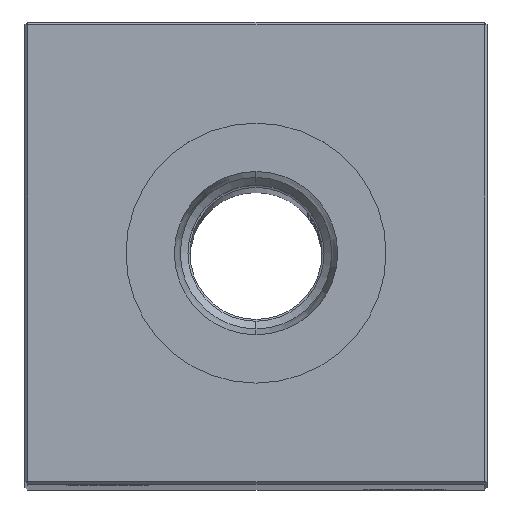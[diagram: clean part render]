
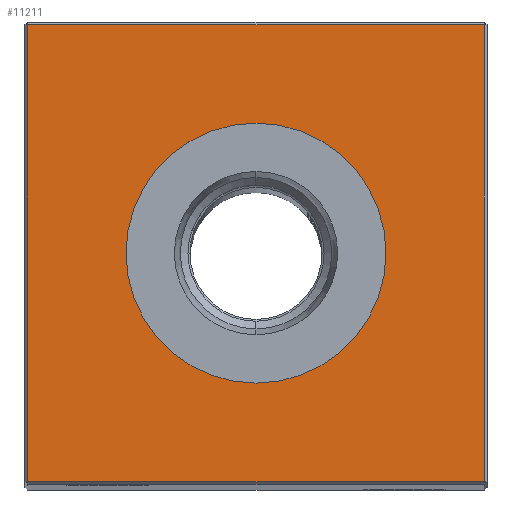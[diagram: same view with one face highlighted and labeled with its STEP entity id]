
A CAD part, top view. The second image highlights one B-rep face of the part: STEP entity #11211.
In plain terms, the highlighted planar face has unit normal (0, 0, 1).
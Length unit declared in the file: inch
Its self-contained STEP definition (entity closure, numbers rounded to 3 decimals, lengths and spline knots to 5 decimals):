
#157 = LINE ( 'NONE', #13953, #17173 ) ;
#1493 = AXIS2_PLACEMENT_3D ( 'NONE', #8583, #23876, #10370 ) ;
#2638 = CIRCLE ( 'NONE', #3883, 0.49213 ) ;
#2992 = DIRECTION ( 'NONE',  ( 0., 1., 0. ) ) ;
#3441 = VECTOR ( 'NONE', #10339, 39.37008 ) ;
#3608 = EDGE_CURVE ( 'NONE', #18680, #4725, #21674, .T. ) ;
#3689 = EDGE_CURVE ( 'NONE', #4488, #22360, #4536, .T. ) ;
#3883 = AXIS2_PLACEMENT_3D ( 'NONE', #20993, #11943, #7842 ) ;
#3981 = CARTESIAN_POINT ( 'NONE',  ( 0., -0.49213, 12.5 ) ) ;
#4488 = VERTEX_POINT ( 'NONE', #10345 ) ;
#4536 = LINE ( 'NONE', #4668, #11262 ) ;
#4668 = CARTESIAN_POINT ( 'NONE',  ( 0.865, 0., 12.5 ) ) ;
#4725 = VERTEX_POINT ( 'NONE', #22356 ) ;
#5739 = DIRECTION ( 'NONE',  ( 0., 0., -1. ) ) ;
#7326 = EDGE_LOOP ( 'NONE', ( #14274, #21666, #17415, #16394 ) ) ;
#7842 = DIRECTION ( 'NONE',  ( -1., 0., 0. ) ) ;
#7885 = EDGE_CURVE ( 'NONE', #13373, #13622, #17113, .T. ) ;
#8549 = EDGE_CURVE ( 'NONE', #13622, #13373, #2638, .T. ) ;
#8583 = CARTESIAN_POINT ( 'NONE',  ( 0., 0., 12.5 ) ) ;
#9962 = DIRECTION ( 'NONE',  ( 1., 0., 0. ) ) ;
#10339 = DIRECTION ( 'NONE',  ( 0., -1., 0. ) ) ;
#10345 = CARTESIAN_POINT ( 'NONE',  ( 0.865, -0.865, 12.5 ) ) ;
#10370 = DIRECTION ( 'NONE',  ( -1., 0., 0. ) ) ;
#10962 = VECTOR ( 'NONE', #23405, 39.37008 ) ;
#11034 = CARTESIAN_POINT ( 'NONE',  ( 0.865, 0.865, 12.5 ) ) ;
#11211 = ADVANCED_FACE ( 'NONE', ( #16045, #18343 ), #16434, .F. ) ;
#11262 = VECTOR ( 'NONE', #2992, 39.37008 ) ;
#11283 = EDGE_LOOP ( 'NONE', ( #19437, #16225 ) ) ;
#11707 = CARTESIAN_POINT ( 'NONE',  ( -0.865, 0.865, 12.5 ) ) ;
#11943 = DIRECTION ( 'NONE',  ( 0., 0., -1. ) ) ;
#11952 = LINE ( 'NONE', #17370, #10962 ) ;
#13373 = VERTEX_POINT ( 'NONE', #23941 ) ;
#13622 = VERTEX_POINT ( 'NONE', #3981 ) ;
#13953 = CARTESIAN_POINT ( 'NONE',  ( 0., -0.865, 12.5 ) ) ;
#14274 = ORIENTED_EDGE ( 'NONE', *, *, #3608, .T. ) ;
#15536 = DIRECTION ( 'NONE',  ( -1., 0., 0. ) ) ;
#16045 = FACE_OUTER_BOUND ( 'NONE', #7326, .T. ) ;
#16225 = ORIENTED_EDGE ( 'NONE', *, *, #8549, .T. ) ;
#16394 = ORIENTED_EDGE ( 'NONE', *, *, #20193, .T. ) ;
#16434 = PLANE ( 'NONE',  #1493 ) ;
#17113 = CIRCLE ( 'NONE', #20369, 0.49213 ) ;
#17173 = VECTOR ( 'NONE', #9962, 39.37008 ) ;
#17370 = CARTESIAN_POINT ( 'NONE',  ( 0., 0.865, 12.5 ) ) ;
#17415 = ORIENTED_EDGE ( 'NONE', *, *, #3689, .T. ) ;
#18343 = FACE_BOUND ( 'NONE', #11283, .T. ) ;
#18680 = VERTEX_POINT ( 'NONE', #11707 ) ;
#19437 = ORIENTED_EDGE ( 'NONE', *, *, #7885, .T. ) ;
#20193 = EDGE_CURVE ( 'NONE', #22360, #18680, #11952, .T. ) ;
#20369 = AXIS2_PLACEMENT_3D ( 'NONE', #25295, #5739, #15536 ) ;
#20993 = CARTESIAN_POINT ( 'NONE',  ( 0., 0., 12.5 ) ) ;
#21666 = ORIENTED_EDGE ( 'NONE', *, *, #25164, .T. ) ;
#21674 = LINE ( 'NONE', #21792, #3441 ) ;
#21792 = CARTESIAN_POINT ( 'NONE',  ( -0.865, 0., 12.5 ) ) ;
#22356 = CARTESIAN_POINT ( 'NONE',  ( -0.865, -0.865, 12.5 ) ) ;
#22360 = VERTEX_POINT ( 'NONE', #11034 ) ;
#23405 = DIRECTION ( 'NONE',  ( -1., 0., 0. ) ) ;
#23876 = DIRECTION ( 'NONE',  ( 0., 0., -1. ) ) ;
#23941 = CARTESIAN_POINT ( 'NONE',  ( 0., 0.49213, 12.5 ) ) ;
#25164 = EDGE_CURVE ( 'NONE', #4725, #4488, #157, .T. ) ;
#25295 = CARTESIAN_POINT ( 'NONE',  ( 0., 0., 12.5 ) ) ;
